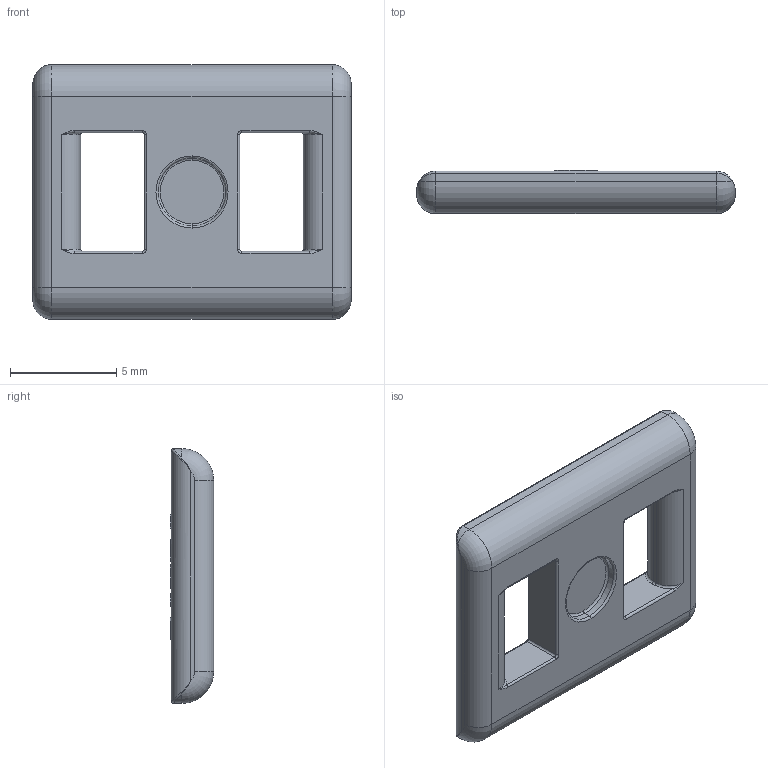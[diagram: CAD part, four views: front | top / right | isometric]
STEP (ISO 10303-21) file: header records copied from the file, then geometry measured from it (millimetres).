
FILE_DESCRIPTION (( 'STEP AP214' ), '1' );
FILE_NAME ('J15BF.1.Close.STEP', '2018-06-28T15:31:22', ( '' ), ( '' ), 'SwSTEP 2.0', 'SolidWorks 2017', '' );
FILE_SCHEMA (( 'AUTOMOTIVE_DESIGN' ));
Length unit declared in the file: millimetre
Products named in the file (1): J15BF.1.Close
Bounding box: 15 x 2.05 x 12 mm (x, y, z)
Volume: 261.7 mm3; surface area: 421.4 mm2
Topology: 1 solids, 1 shells, 157 faces, 391 edges, 230 vertices
Faces by surface type: plane 57, cylinder 38, bspline 38, torus 24
Entity records: 6551 total; most frequent: CARTESIAN_POINT 2373, ORIENTED_EDGE 758, DIRECTION 643, EDGE_CURVE 379, VERTEX_POINT 230, AXIS2_PLACEMENT_3D 220, VECTOR 203, LINE 203
